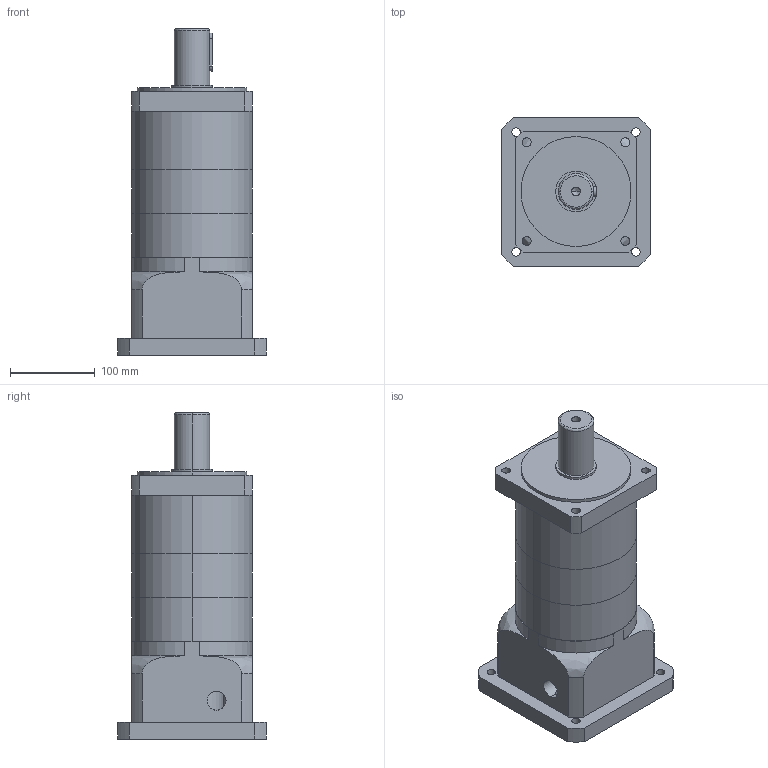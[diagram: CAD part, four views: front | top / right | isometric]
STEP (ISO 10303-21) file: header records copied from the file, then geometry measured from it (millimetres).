
FILE_DESCRIPTION (( 'STEP AP203' ), '1' );
FILE_NAME ('DH150-L3-XX-35-114.3-200-M12(連接法蘭)_2024.STEP', '2024-03-05T06:54:20', ( '' ), ( '' ), 'SwSTEP 2.0', 'SolidWorks 2016', '' );
FILE_SCHEMA (( 'CONFIG_CONTROL_DESIGN' ));
Length unit declared in the file: millimetre
Products named in the file (1): DH150-L3-XX-35-114.3-200-M12(連接法蘭)_2024
Bounding box: 176 x 176 x 386 mm (x, y, z)
Volume: 5410017.1 mm3; surface area: 502469.8 mm2
Topology: 21 solids, 21 shells, 400 faces, 915 edges, 590 vertices
Faces by surface type: plane 175, cylinder 161, cone 34, bspline 30
Entity records: 12575 total; most frequent: CARTESIAN_POINT 3366, DIRECTION 1962, ORIENTED_EDGE 1810, EDGE_CURVE 905, AXIS2_PLACEMENT_3D 744, VERTEX_POINT 590, EDGE_LOOP 477, VECTOR 474
